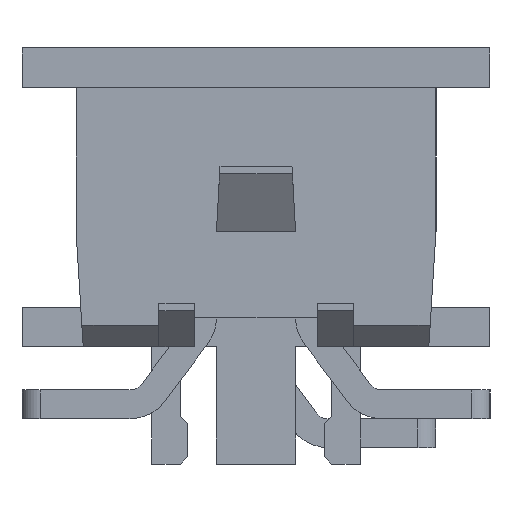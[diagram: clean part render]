
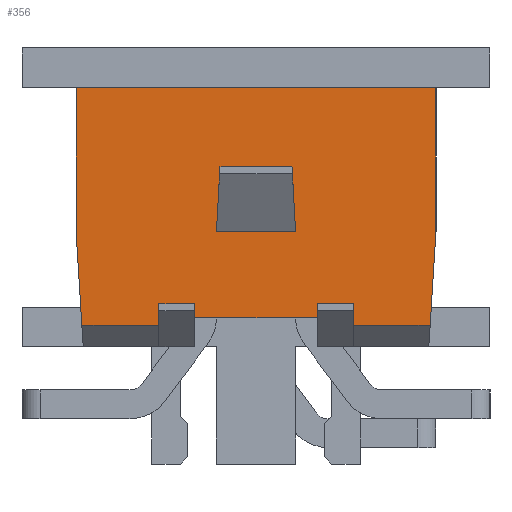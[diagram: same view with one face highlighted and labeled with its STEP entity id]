
A CAD part, left-side view. The second image highlights one B-rep face of the part: STEP entity #356.
In plain terms, the highlighted planar face has unit normal (-1, 0, 0).
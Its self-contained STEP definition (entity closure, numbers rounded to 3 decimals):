
#356 = ADVANCED_FACE( '', ( #909, #910 ), #911, .F. );
#909 = FACE_BOUND( '', #1714, .T. );
#910 = FACE_OUTER_BOUND( '', #1715, .T. );
#911 = PLANE( '', #1716 );
#1714 = EDGE_LOOP( '', ( #2797, #2798, #2799, #2800 ) );
#1715 = EDGE_LOOP( '', ( #2801, #2802, #2803, #2804, #2805, #2806, #2807, #2808, #2809, #2810, #2811, #2812, #2813, #2814 ) );
#1716 = AXIS2_PLACEMENT_3D( '', #2815, #2816, #2817 );
#2797 = ORIENTED_EDGE( '', *, *, #5132, .T. );
#2798 = ORIENTED_EDGE( '', *, *, #5133, .T. );
#2799 = ORIENTED_EDGE( '', *, *, #5134, .F. );
#2800 = ORIENTED_EDGE( '', *, *, #5013, .F. );
#2801 = ORIENTED_EDGE( '', *, *, #5135, .T. );
#2802 = ORIENTED_EDGE( '', *, *, #5136, .T. );
#2803 = ORIENTED_EDGE( '', *, *, #5137, .F. );
#2804 = ORIENTED_EDGE( '', *, *, #5138, .T. );
#2805 = ORIENTED_EDGE( '', *, *, #5139, .F. );
#2806 = ORIENTED_EDGE( '', *, *, #5140, .F. );
#2807 = ORIENTED_EDGE( '', *, *, #5141, .T. );
#2808 = ORIENTED_EDGE( '', *, *, #5142, .T. );
#2809 = ORIENTED_EDGE( '', *, *, #4948, .F. );
#2810 = ORIENTED_EDGE( '', *, *, #5143, .F. );
#2811 = ORIENTED_EDGE( '', *, *, #5144, .F. );
#2812 = ORIENTED_EDGE( '', *, *, #5145, .T. );
#2813 = ORIENTED_EDGE( '', *, *, #5146, .T. );
#2814 = ORIENTED_EDGE( '', *, *, #5147, .T. );
#2815 = CARTESIAN_POINT( '', ( -12.445, 2.5, 3.6 ) );
#2816 = DIRECTION( '', ( 1., 0., 0. ) );
#2817 = DIRECTION( '', ( 0., 0., -1. ) );
#4948 = EDGE_CURVE( '', #6007, #6009, #6010, .T. );
#5013 = EDGE_CURVE( '', #6125, #6127, #6128, .T. );
#5132 = EDGE_CURVE( '', #6125, #6331, #6332, .T. );
#5133 = EDGE_CURVE( '', #6331, #6333, #6334, .T. );
#5134 = EDGE_CURVE( '', #6127, #6333, #6335, .T. );
#5135 = EDGE_CURVE( '', #6336, #6337, #6338, .T. );
#5136 = EDGE_CURVE( '', #6337, #6339, #6340, .T. );
#5137 = EDGE_CURVE( '', #6341, #6339, #6342, .T. );
#5138 = EDGE_CURVE( '', #6341, #6343, #6344, .T. );
#5139 = EDGE_CURVE( '', #6345, #6343, #6346, .T. );
#5140 = EDGE_CURVE( '', #6347, #6345, #6348, .T. );
#5141 = EDGE_CURVE( '', #6347, #6349, #6350, .T. );
#5142 = EDGE_CURVE( '', #6349, #6009, #6351, .T. );
#5143 = EDGE_CURVE( '', #6352, #6007, #6353, .T. );
#5144 = EDGE_CURVE( '', #6354, #6352, #6355, .T. );
#5145 = EDGE_CURVE( '', #6354, #6356, #6357, .T. );
#5146 = EDGE_CURVE( '', #6356, #6358, #6359, .T. );
#5147 = EDGE_CURVE( '', #6358, #6336, #6360, .T. );
#6007 = VERTEX_POINT( '', #7890 );
#6009 = VERTEX_POINT( '', #7893 );
#6010 = LINE( '', #7894, #7895 );
#6125 = VERTEX_POINT( '', #8060 );
#6127 = VERTEX_POINT( '', #8063 );
#6128 = LINE( '', #8064, #8065 );
#6331 = VERTEX_POINT( '', #8365 );
#6332 = LINE( '', #8366, #8367 );
#6333 = VERTEX_POINT( '', #8368 );
#6334 = LINE( '', #8369, #8370 );
#6335 = LINE( '', #8371, #8372 );
#6336 = VERTEX_POINT( '', #8373 );
#6337 = VERTEX_POINT( '', #8374 );
#6338 = LINE( '', #8375, #8376 );
#6339 = VERTEX_POINT( '', #8377 );
#6340 = LINE( '', #8378, #8379 );
#6341 = VERTEX_POINT( '', #8380 );
#6342 = LINE( '', #8381, #8382 );
#6343 = VERTEX_POINT( '', #8383 );
#6344 = LINE( '', #8384, #8385 );
#6345 = VERTEX_POINT( '', #8386 );
#6346 = LINE( '', #8387, #8388 );
#6347 = VERTEX_POINT( '', #8389 );
#6348 = LINE( '', #8390, #8391 );
#6349 = VERTEX_POINT( '', #8392 );
#6350 = LINE( '', #8393, #8394 );
#6351 = LINE( '', #8395, #8396 );
#6352 = VERTEX_POINT( '', #8397 );
#6353 = LINE( '', #8398, #8399 );
#6354 = VERTEX_POINT( '', #8400 );
#6355 = LINE( '', #8401, #8402 );
#6356 = VERTEX_POINT( '', #8403 );
#6357 = LINE( '', #8404, #8405 );
#6358 = VERTEX_POINT( '', #8406 );
#6359 = LINE( '', #8407, #8408 );
#6360 = LINE( '', #8409, #8410 );
#7890 = CARTESIAN_POINT( '', ( -12.445, -2.5, 1.6 ) );
#7893 = CARTESIAN_POINT( '', ( -12.445, -2.419, 0.3 ) );
#7894 = CARTESIAN_POINT( '', ( -12.445, -2.605, 3.281 ) );
#7895 = VECTOR( '', #10100, 1000. );
#8060 = CARTESIAN_POINT( '', ( -12.445, -0.5, 2.5 ) );
#8063 = CARTESIAN_POINT( '', ( -12.445, 0.5, 2.5 ) );
#8064 = CARTESIAN_POINT( '', ( -12.445, -0.55, 2.5 ) );
#8065 = VECTOR( '', #10158, 1000. );
#8365 = CARTESIAN_POINT( '', ( -12.445, -0.55, 1.6 ) );
#8366 = CARTESIAN_POINT( '', ( -12.445, -0.5, 2.5 ) );
#8367 = VECTOR( '', #10256, 1000. );
#8368 = CARTESIAN_POINT( '', ( -12.445, 0.55, 1.6 ) );
#8369 = CARTESIAN_POINT( '', ( -12.445, -0.55, 1.6 ) );
#8370 = VECTOR( '', #10257, 1000. );
#8371 = CARTESIAN_POINT( '', ( -12.445, 0.5, 2.5 ) );
#8372 = VECTOR( '', #10258, 1000. );
#8373 = CARTESIAN_POINT( '', ( -12.445, 1.35, 0.3 ) );
#8374 = CARTESIAN_POINT( '', ( -12.445, 1.35, 0.6 ) );
#8375 = CARTESIAN_POINT( '', ( -12.445, 1.35, 0.3 ) );
#8376 = VECTOR( '', #10259, 1000. );
#8377 = CARTESIAN_POINT( '', ( -12.445, 0.85, 0.6 ) );
#8378 = CARTESIAN_POINT( '', ( -12.445, 1.35, 0.6 ) );
#8379 = VECTOR( '', #10260, 1000. );
#8380 = CARTESIAN_POINT( '', ( -12.445, 0.85, 0.4 ) );
#8381 = CARTESIAN_POINT( '', ( -12.445, 0.85, 0.3 ) );
#8382 = VECTOR( '', #10261, 1000. );
#8383 = CARTESIAN_POINT( '', ( -12.445, -0.85, 0.4 ) );
#8384 = CARTESIAN_POINT( '', ( -12.445, 2.5, 0.4 ) );
#8385 = VECTOR( '', #10262, 1000. );
#8386 = CARTESIAN_POINT( '', ( -12.445, -0.85, 0.6 ) );
#8387 = CARTESIAN_POINT( '', ( -12.445, -0.85, 0.6 ) );
#8388 = VECTOR( '', #10263, 1000. );
#8389 = CARTESIAN_POINT( '', ( -12.445, -1.35, 0.6 ) );
#8390 = CARTESIAN_POINT( '', ( -12.445, -1.35, 0.6 ) );
#8391 = VECTOR( '', #10264, 1000. );
#8392 = CARTESIAN_POINT( '', ( -12.445, -1.35, 0.3 ) );
#8393 = CARTESIAN_POINT( '', ( -12.445, -1.35, 0.6 ) );
#8394 = VECTOR( '', #10265, 1000. );
#8395 = CARTESIAN_POINT( '', ( -12.445, 2.5, 0.3 ) );
#8396 = VECTOR( '', #10266, 1000. );
#8397 = CARTESIAN_POINT( '', ( -12.445, -2.5, 3.6 ) );
#8398 = CARTESIAN_POINT( '', ( -12.445, -2.5, 3.6 ) );
#8399 = VECTOR( '', #10267, 1000. );
#8400 = CARTESIAN_POINT( '', ( -12.445, 2.5, 3.6 ) );
#8401 = CARTESIAN_POINT( '', ( -12.445, 2.5, 3.6 ) );
#8402 = VECTOR( '', #10268, 1000. );
#8403 = CARTESIAN_POINT( '', ( -12.445, 2.5, 1.6 ) );
#8404 = CARTESIAN_POINT( '', ( -12.445, 2.5, 3.6 ) );
#8405 = VECTOR( '', #10269, 1000. );
#8406 = CARTESIAN_POINT( '', ( -12.445, 2.419, 0.3 ) );
#8407 = CARTESIAN_POINT( '', ( -12.445, 2.625, 3.592 ) );
#8408 = VECTOR( '', #10270, 1000. );
#8409 = CARTESIAN_POINT( '', ( -12.445, 2.5, 0.3 ) );
#8410 = VECTOR( '', #10271, 1000. );
#10100 = DIRECTION( '', ( 0., 0.062, -0.998 ) );
#10158 = DIRECTION( '', ( 0., 1., 0. ) );
#10256 = DIRECTION( '', ( 0., -0.055, -0.998 ) );
#10257 = DIRECTION( '', ( 0., 1., 0. ) );
#10258 = DIRECTION( '', ( 0., 0.055, -0.998 ) );
#10259 = DIRECTION( '', ( 0., 0., 1. ) );
#10260 = DIRECTION( '', ( 0., -1., 0. ) );
#10261 = DIRECTION( '', ( 0., 0., 1. ) );
#10262 = DIRECTION( '', ( 0., -1., 0. ) );
#10263 = DIRECTION( '', ( 0., 0., -1. ) );
#10264 = DIRECTION( '', ( 0., 1., 0. ) );
#10265 = DIRECTION( '', ( 0., 0., -1. ) );
#10266 = DIRECTION( '', ( 0., -1., 0. ) );
#10267 = DIRECTION( '', ( 0., 0., -1. ) );
#10268 = DIRECTION( '', ( 0., -1., 0. ) );
#10269 = DIRECTION( '', ( 0., 0., -1. ) );
#10270 = DIRECTION( '', ( 0., -0.062, -0.998 ) );
#10271 = DIRECTION( '', ( 0., -1., 0. ) );
